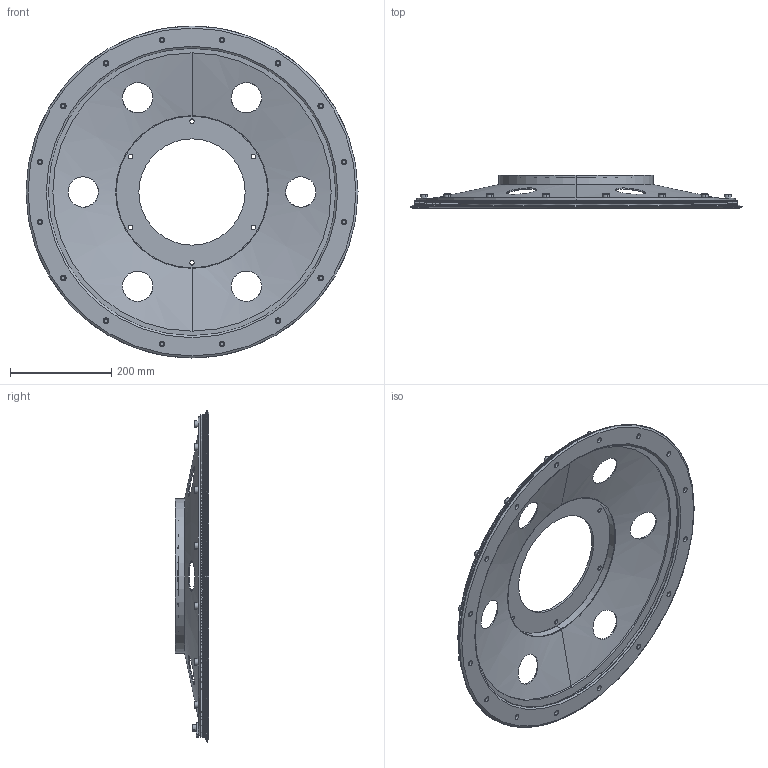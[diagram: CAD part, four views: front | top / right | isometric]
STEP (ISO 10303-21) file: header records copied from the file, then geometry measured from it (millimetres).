
FILE_DESCRIPTION (( 'STEP AP203' ), '1' );
FILE_NAME ('Correcteur_Axe_Un_sldprt.STEP', '2018-04-10T07:31:52', ( '' ), ( '' ), 'SwSTEP 2.0', 'SolidWorks 2017', '' );
FILE_SCHEMA (( 'CONFIG_CONTROL_DESIGN' ));
Products named in the file (1): Correcteur_Axe_Un_sldprt
Bounding box: 656.19 x 65.5 x 656.19 mm (x, y, z)
Volume: 1812790.6 mm3; surface area: 879410 mm2
Topology: 22 solids, 22 shells, 4357 faces, 11389 edges, 7126 vertices
Faces by surface type: plane 2737, cylinder 845, cone 733, torus 34, bspline 6, sphere 2
Entity records: 135823 total; most frequent: CARTESIAN_POINT 28291, ORIENTED_EDGE 22778, DIRECTION 22556, EDGE_CURVE 11389, AXIS2_PLACEMENT_3D 8111, VERTEX_POINT 7126, LINE 6334, VECTOR 6334
